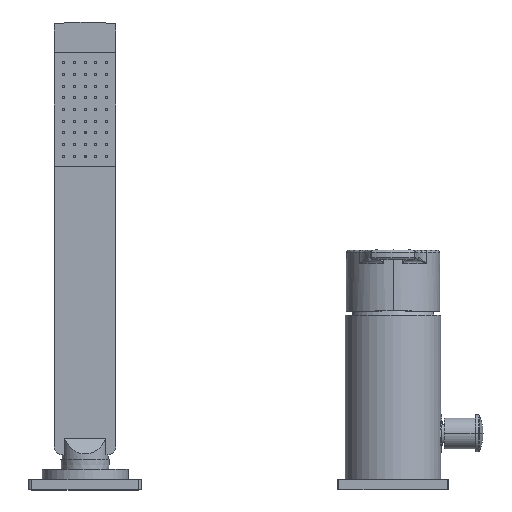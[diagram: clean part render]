
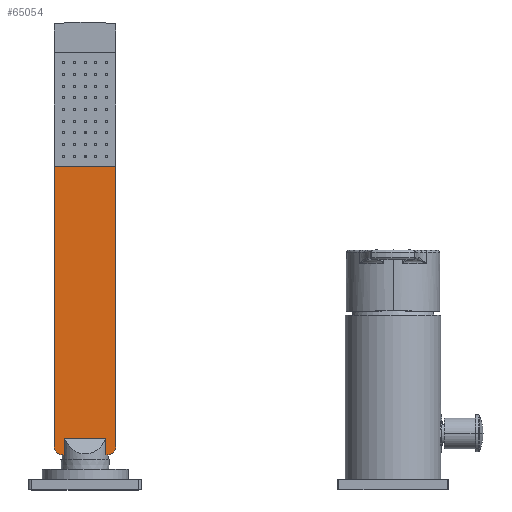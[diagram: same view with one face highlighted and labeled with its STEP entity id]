
A CAD part, top view. The second image highlights one B-rep face of the part: STEP entity #65054.
In plain terms, the highlighted planar face has unit normal (0, 0, 1).
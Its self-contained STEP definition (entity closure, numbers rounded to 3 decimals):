
#58439=DIRECTION('',(0.,-1.,0.));
#58440=VECTOR('',#58439,136.5);
#58441=CARTESIAN_POINT('',(-135.,152.5,5.));
#58442=LINE('',#58441,#58440);
#58443=CARTESIAN_POINT('',(-139.,16.,5.));
#58444=DIRECTION('',(0.,0.,-1.));
#58445=DIRECTION('',(1.,0.,0.));
#58446=AXIS2_PLACEMENT_3D('',#58443,#58444,#58445);
#58448=DIRECTION('',(0.,1.,0.));
#58449=VECTOR('',#58448,8.);
#58450=CARTESIAN_POINT('',(-139.922,12.,5.));
#58451=LINE('',#58450,#58449);
#58452=CARTESIAN_POINT('',(-161.,16.,5.));
#58453=DIRECTION('',(0.,0.,-1.));
#58454=DIRECTION('',(0.,-1.,0.));
#58455=AXIS2_PLACEMENT_3D('',#58452,#58453,#58454);
#58457=DIRECTION('',(0.,1.,0.));
#58458=VECTOR('',#58457,136.5);
#58459=CARTESIAN_POINT('',(-165.,16.,5.));
#58460=LINE('',#58459,#58458);
#58461=DIRECTION('',(1.,0.,0.));
#58462=VECTOR('',#58461,30.);
#58463=CARTESIAN_POINT('',(-165.,152.5,5.));
#58464=LINE('',#58463,#58462);
#58520=DIRECTION('',(1.,0.,0.));
#58521=VECTOR('',#58520,0.922);
#58522=CARTESIAN_POINT('',(-161.,12.,5.));
#58523=LINE('',#58522,#58521);
#58543=DIRECTION('',(0.,1.,0.));
#58544=VECTOR('',#58543,8.);
#58545=CARTESIAN_POINT('',(-160.078,12.,5.));
#58546=LINE('',#58545,#58544);
#59056=DIRECTION('',(1.,0.,0.));
#59057=VECTOR('',#59056,0.922);
#59058=CARTESIAN_POINT('',(-139.922,12.,5.));
#59059=LINE('',#59058,#59057);
#59118=DIRECTION('',(1.,0.,0.));
#59119=VECTOR('',#59118,20.156);
#59120=CARTESIAN_POINT('',(-160.078,20.,5.));
#59121=LINE('',#59120,#59119);
#61344=CARTESIAN_POINT('',(-161.,12.,5.));
#61346=VERTEX_POINT('',#61344);
#61351=CARTESIAN_POINT('',(-165.,16.,5.));
#61353=VERTEX_POINT('',#61351);
#61355=CARTESIAN_POINT('',(-160.078,12.,5.));
#61356=VERTEX_POINT('',#61355);
#61586=CARTESIAN_POINT('',(-139.,12.,5.));
#61588=VERTEX_POINT('',#61586);
#61591=CARTESIAN_POINT('',(-135.,16.,5.));
#61593=VERTEX_POINT('',#61591);
#61596=CARTESIAN_POINT('',(-139.922,12.,5.));
#61597=VERTEX_POINT('',#61596);
#62320=CARTESIAN_POINT('',(-165.,152.5,5.));
#62321=CARTESIAN_POINT('',(-135.,152.5,5.));
#62322=VERTEX_POINT('',#62320);
#62323=VERTEX_POINT('',#62321);
#62340=CARTESIAN_POINT('',(-160.078,20.,5.));
#62341=CARTESIAN_POINT('',(-139.922,20.,5.));
#62342=VERTEX_POINT('',#62340);
#62343=VERTEX_POINT('',#62341);
#65028=CARTESIAN_POINT('',(-162.539,16.,5.));
#65029=DIRECTION('',(0.,0.,-1.));
#65030=DIRECTION('',(-1.,0.,0.));
#65031=AXIS2_PLACEMENT_3D('',#65028,#65029,#65030);
#65032=PLANE('',#65031);
#65034=ORIENTED_EDGE('',*,*,#65033,.T.);
#65036=ORIENTED_EDGE('',*,*,#65035,.T.);
#65038=ORIENTED_EDGE('',*,*,#65037,.F.);
#65040=ORIENTED_EDGE('',*,*,#65039,.T.);
#65042=ORIENTED_EDGE('',*,*,#65041,.F.);
#65044=ORIENTED_EDGE('',*,*,#65043,.F.);
#65046=ORIENTED_EDGE('',*,*,#65045,.F.);
#65048=ORIENTED_EDGE('',*,*,#65047,.T.);
#65049=ORIENTED_EDGE('',*,*,#65003,.T.);
#65051=ORIENTED_EDGE('',*,*,#65050,.T.);
#65052=EDGE_LOOP('',(#65034,#65036,#65038,#65040,#65042,#65044,#65046,#65048,
#65049,#65051));
#65053=FACE_OUTER_BOUND('',#65052,.F.);
#65054=ADVANCED_FACE('',(#65053),#65032,.F.);
#58447=CIRCLE('',#58446,4.);
#58456=CIRCLE('',#58455,4.);
#65003=EDGE_CURVE('',#61353,#62322,#58460,.T.);
#65033=EDGE_CURVE('',#62323,#61593,#58442,.T.);
#65035=EDGE_CURVE('',#61593,#61588,#58447,.T.);
#65037=EDGE_CURVE('',#61597,#61588,#59059,.T.);
#65039=EDGE_CURVE('',#61597,#62343,#58451,.T.);
#65041=EDGE_CURVE('',#62342,#62343,#59121,.T.);
#65043=EDGE_CURVE('',#61356,#62342,#58546,.T.);
#65045=EDGE_CURVE('',#61346,#61356,#58523,.T.);
#65047=EDGE_CURVE('',#61346,#61353,#58456,.T.);
#65050=EDGE_CURVE('',#62322,#62323,#58464,.T.);
